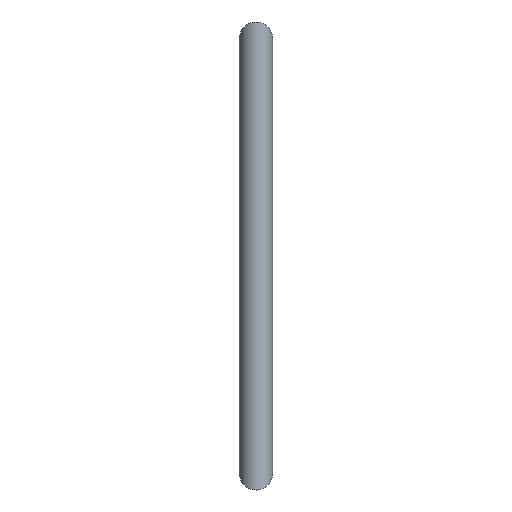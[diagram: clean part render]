
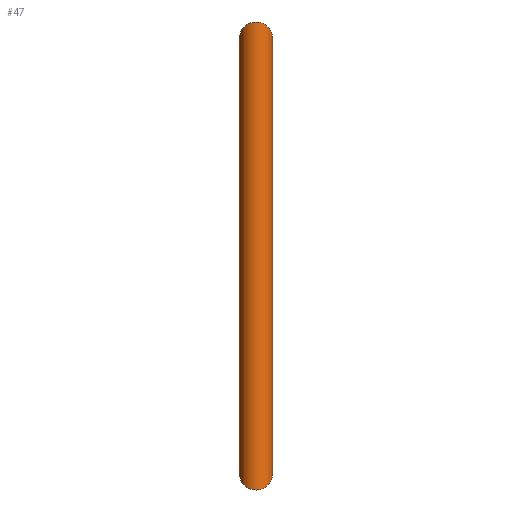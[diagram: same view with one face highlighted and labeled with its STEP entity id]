
A CAD part, front view. The second image highlights one B-rep face of the part: STEP entity #47.
In plain terms, the highlighted cylindrical face has radius 14 mm (diameter 28 mm), a partial arc.
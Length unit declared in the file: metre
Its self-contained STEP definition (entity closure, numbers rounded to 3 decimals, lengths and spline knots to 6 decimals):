
#47=ADVANCED_FACE('0:38',(#98),#99,.T.);
#63=EDGE_CURVE('0:29',#106,#105,#125,.T.);
#65=EDGE_CURVE('0:34',#110,#109,#127,.T.);
#98=FACE_OUTER_BOUND('',#150,.T.);
#99=CYLINDRICAL_SURFACE('',#151,0.014);
#105=VERTEX_POINT('',#158);
#106=VERTEX_POINT('',#159);
#109=VERTEX_POINT('',#196);
#110=VERTEX_POINT('',#197);
#125=B_SPLINE_CURVE_WITH_KNOTS('',3,(#390,#391,#392,#393,#394,#395,#396,#397,#398,#399,#400,#401,#402,#403,#404,#405,#406,#407,#408,#409,#410,#411,#412,#413,#414,#415,#416,#417,#418,#419,#420,#421,#422,#423),.UNSPECIFIED.,.F.,.F.,(4,3,3,3,3,3,3,3,3,3,3,4),(-75.632845,-66.178739,-57.906397,-51.237436,-45.516241,-40.404432,-35.66293,-30.849201,-24.871806,-18.16024,-9.935209,0.0),.UNSPECIFIED.);
#127=B_SPLINE_CURVE_WITH_KNOTS('',3,(#426,#427,#428,#429,#430,#431,#432,#433,#434,#435,#436,#437,#438,#439,#440,#441,#442,#443,#444,#445,#446,#447,#448,#449,#450,#451,#452,#453,#454,#455,#456,#457,#458,#459),.UNSPECIFIED.,.F.,.F.,(4,3,3,3,3,3,3,3,3,3,3,4),(0.0,9.454106,17.726448,24.395409,30.116604,35.228413,39.969915,44.783644,50.761039,57.472605,65.697636,75.632845),.UNSPECIFIED.);
#150=EDGE_LOOP('',(#495,#496,#497,#498));
#151=AXIS2_PLACEMENT_3D('',#499,#500,#501);
#158=CARTESIAN_POINT('',(0.036,-0.18,-0.006));
#159=CARTESIAN_POINT('',(0.064,-0.18,-0.006));
#196=CARTESIAN_POINT('',(0.036,-0.18,0.36));
#197=CARTESIAN_POINT('',(0.064,-0.18,0.36));
#390=CARTESIAN_POINT('',(0.064,-0.18,-0.006));
#391=CARTESIAN_POINT('',(0.064,-0.181576,-0.007576));
#392=CARTESIAN_POINT('',(0.063737,-0.183152,-0.009152));
#393=CARTESIAN_POINT('',(0.063194,-0.184681,-0.010681));
#394=CARTESIAN_POINT('',(0.06272,-0.186018,-0.012018));
#395=CARTESIAN_POINT('',(0.062031,-0.18732,-0.01332));
#396=CARTESIAN_POINT('',(0.0611,-0.188531,-0.014531));
#397=CARTESIAN_POINT('',(0.06035,-0.189508,-0.015508));
#398=CARTESIAN_POINT('',(0.05944,-0.190426,-0.016426));
#399=CARTESIAN_POINT('',(0.058357,-0.191232,-0.017232));
#400=CARTESIAN_POINT('',(0.057428,-0.191923,-0.017923));
#401=CARTESIAN_POINT('',(0.056369,-0.192531,-0.018531));
#402=CARTESIAN_POINT('',(0.055195,-0.193,-0.019));
#403=CARTESIAN_POINT('',(0.054146,-0.19342,-0.01942));
#404=CARTESIAN_POINT('',(0.053004,-0.193726,-0.019726));
#405=CARTESIAN_POINT('',(0.05182,-0.193881,-0.019881));
#406=CARTESIAN_POINT('',(0.050721,-0.194025,-0.020025));
#407=CARTESIAN_POINT('',(0.049588,-0.194038,-0.020038));
#408=CARTESIAN_POINT('',(0.048483,-0.193918,-0.019918));
#409=CARTESIAN_POINT('',(0.047362,-0.193795,-0.019795));
#410=CARTESIAN_POINT('',(0.046273,-0.193537,-0.019537));
#411=CARTESIAN_POINT('',(0.045261,-0.193174,-0.019174));
#412=CARTESIAN_POINT('',(0.044006,-0.192722,-0.018722));
#413=CARTESIAN_POINT('',(0.042871,-0.19211,-0.01811));
#414=CARTESIAN_POINT('',(0.041878,-0.191403,-0.017403));
#415=CARTESIAN_POINT('',(0.040763,-0.190609,-0.016609));
#416=CARTESIAN_POINT('',(0.039825,-0.189696,-0.015696));
#417=CARTESIAN_POINT('',(0.039048,-0.188721,-0.014721));
#418=CARTESIAN_POINT('',(0.038097,-0.187527,-0.013527));
#419=CARTESIAN_POINT('',(0.037387,-0.186239,-0.012239));
#420=CARTESIAN_POINT('',(0.036891,-0.184914,-0.010914));
#421=CARTESIAN_POINT('',(0.036291,-0.183313,-0.009313));
#422=CARTESIAN_POINT('',(0.036,-0.181656,-0.007656));
#423=CARTESIAN_POINT('',(0.036,-0.18,-0.006));
#426=CARTESIAN_POINT('',(0.064,-0.18,0.36));
#427=CARTESIAN_POINT('',(0.064,-0.181576,0.361576));
#428=CARTESIAN_POINT('',(0.063737,-0.183152,0.363152));
#429=CARTESIAN_POINT('',(0.063194,-0.184681,0.364681));
#430=CARTESIAN_POINT('',(0.06272,-0.186018,0.366018));
#431=CARTESIAN_POINT('',(0.062031,-0.18732,0.36732));
#432=CARTESIAN_POINT('',(0.0611,-0.188531,0.368531));
#433=CARTESIAN_POINT('',(0.06035,-0.189508,0.369508));
#434=CARTESIAN_POINT('',(0.05944,-0.190426,0.370426));
#435=CARTESIAN_POINT('',(0.058357,-0.191232,0.371232));
#436=CARTESIAN_POINT('',(0.057428,-0.191923,0.371923));
#437=CARTESIAN_POINT('',(0.056369,-0.192531,0.372531));
#438=CARTESIAN_POINT('',(0.055195,-0.193,0.373));
#439=CARTESIAN_POINT('',(0.054146,-0.19342,0.37342));
#440=CARTESIAN_POINT('',(0.053004,-0.193726,0.373726));
#441=CARTESIAN_POINT('',(0.05182,-0.193881,0.373881));
#442=CARTESIAN_POINT('',(0.050721,-0.194025,0.374025));
#443=CARTESIAN_POINT('',(0.049588,-0.194038,0.374038));
#444=CARTESIAN_POINT('',(0.048483,-0.193918,0.373918));
#445=CARTESIAN_POINT('',(0.047362,-0.193795,0.373795));
#446=CARTESIAN_POINT('',(0.046273,-0.193537,0.373537));
#447=CARTESIAN_POINT('',(0.045261,-0.193174,0.373174));
#448=CARTESIAN_POINT('',(0.044006,-0.192722,0.372722));
#449=CARTESIAN_POINT('',(0.042871,-0.19211,0.37211));
#450=CARTESIAN_POINT('',(0.041878,-0.191403,0.371403));
#451=CARTESIAN_POINT('',(0.040763,-0.190609,0.370609));
#452=CARTESIAN_POINT('',(0.039825,-0.189696,0.369696));
#453=CARTESIAN_POINT('',(0.039048,-0.188721,0.368721));
#454=CARTESIAN_POINT('',(0.038097,-0.187527,0.367527));
#455=CARTESIAN_POINT('',(0.037387,-0.186239,0.366239));
#456=CARTESIAN_POINT('',(0.036891,-0.184914,0.364914));
#457=CARTESIAN_POINT('',(0.036291,-0.183313,0.363313));
#458=CARTESIAN_POINT('',(0.036,-0.181656,0.361656));
#459=CARTESIAN_POINT('',(0.036,-0.18,0.36));
#495=ORIENTED_EDGE('',*,*,#512,.T.);
#496=ORIENTED_EDGE('',*,*,#65,.T.);
#497=ORIENTED_EDGE('',*,*,#513,.T.);
#498=ORIENTED_EDGE('',*,*,#63,.F.);
#499=CARTESIAN_POINT('',(0.05,-0.18,500.36));
#500=DIRECTION('',(0.0,0.0,-1.0));
#501=DIRECTION('',(1.0,0.,0.0));
#512=EDGE_CURVE('',#106,#110,#523,.T.);
#513=EDGE_CURVE('',#109,#105,#524,.T.);
#523=LINE('',#534,#535);
#524=LINE('',#536,#537);
#534=CARTESIAN_POINT('',(0.064,-0.18,0.177));
#535=VECTOR('',#548,1.0);
#536=CARTESIAN_POINT('',(0.036,-0.18,0.177));
#537=VECTOR('',#549,1.0);
#548=DIRECTION('',(-0.0,-0.0,1.0));
#549=DIRECTION('',(0.0,0.0,-1.0));
